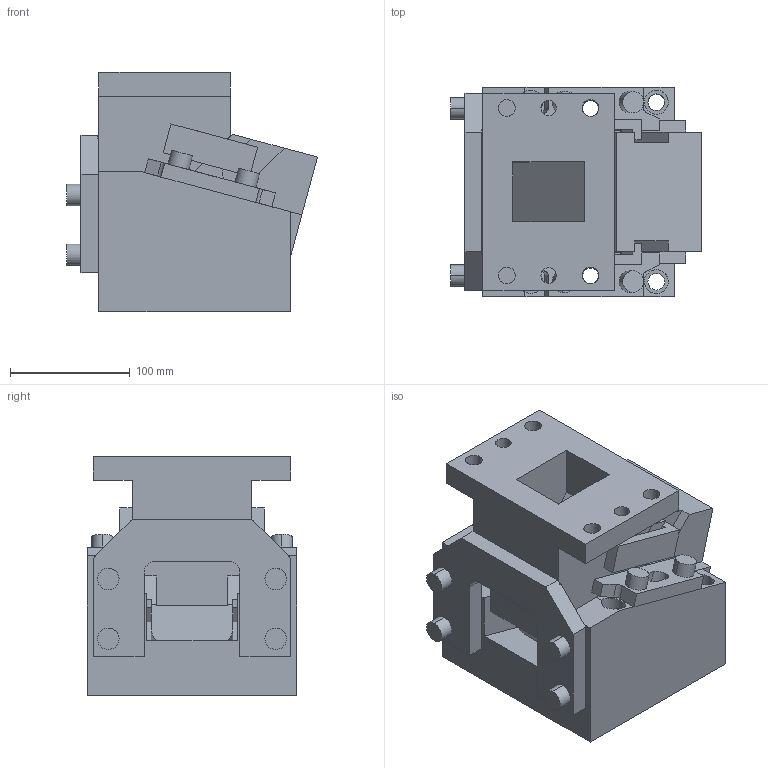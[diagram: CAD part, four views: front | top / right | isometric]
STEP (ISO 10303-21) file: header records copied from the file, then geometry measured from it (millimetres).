
FILE_DESCRIPTION(('CATIA V5 STEP Exchange'),'2;1');
FILE_NAME('CDCA_100_15_45.stp','2018-09-12T10:59:58+00:00',('none'),('none'),'CATIA Version 5 Release 20 GA (IN-10)','CATIA V5 STEP AP203','none');
FILE_SCHEMA(('CONFIG_CONTROL_DESIGN'));
Length unit declared in the file: millimetre
Products named in the file (1): CDCA_100_15_45
Bounding box: 209.67 x 175 x 200 mm (x, y, z)
Volume: 3954699.9 mm3; surface area: 402260.1 mm2
Topology: 3 solids, 3 shells, 236 faces, 614 edges, 406 vertices
Faces by surface type: plane 150, cylinder 86
Entity records: 8144 total; most frequent: CARTESIAN_POINT 2955, ORIENTED_EDGE 1228, DIRECTION 735, EDGE_CURVE 614, VERTEX_POINT 406, AXIS2_PLACEMENT_3D 326, B_SPLINE_CURVE_WITH_KNOTS 315, EDGE_LOOP 284
